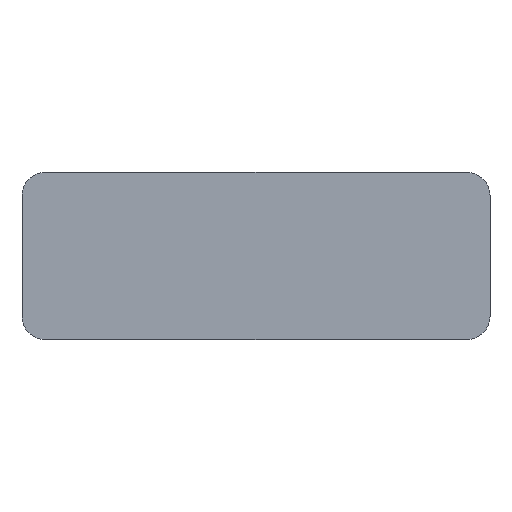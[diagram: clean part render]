
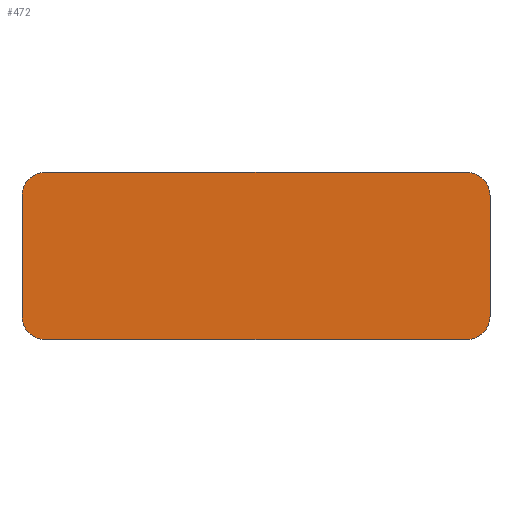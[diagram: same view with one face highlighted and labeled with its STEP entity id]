
A CAD part, top view. The second image highlights one B-rep face of the part: STEP entity #472.
In plain terms, the highlighted planar face has unit normal (0, 0, 1).
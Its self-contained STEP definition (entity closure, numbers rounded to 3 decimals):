
#274=CARTESIAN_POINT('',(7.15,1.85,-1.85));
#275=VERTEX_POINT('',#274);
#282=CARTESIAN_POINT('',(7.15,-1.85,-1.85));
#283=VERTEX_POINT('',#282);
#284=CARTESIAN_POINT('',(7.15,1.85,-1.85));
#285=DIRECTION('',(0.0,-1.0,0.0));
#286=VECTOR('',#285,3.7);
#287=LINE('',#284,#286);
#288=EDGE_CURVE('',#275,#283,#287,.T.);
#307=CARTESIAN_POINT('',(6.45,-2.55,-1.85));
#308=VERTEX_POINT('',#307);
#309=CARTESIAN_POINT('',(6.45,-1.85,-1.85));
#310=DIRECTION('',(0.0,0.0,-1.));
#311=DIRECTION('',(0.707,-0.707,0.0));
#312=AXIS2_PLACEMENT_3D('',#309,#310,#311);
#313=CIRCLE('',#312,0.7);
#314=EDGE_CURVE('',#283,#308,#313,.T.);
#331=CARTESIAN_POINT('',(-6.45,-2.55,-1.85));
#332=VERTEX_POINT('',#331);
#333=CARTESIAN_POINT('',(6.45,-2.55,-1.85));
#334=DIRECTION('',(-1.0,0.0,0.0));
#335=VECTOR('',#334,12.9);
#336=LINE('',#333,#335);
#337=EDGE_CURVE('',#308,#332,#336,.T.);
#356=CARTESIAN_POINT('',(-7.15,-1.85,-1.85));
#357=VERTEX_POINT('',#356);
#358=CARTESIAN_POINT('',(-6.45,-1.85,-1.85));
#359=DIRECTION('',(0.0,0.0,-1.0));
#360=DIRECTION('',(-0.707,-0.707,0.0));
#361=AXIS2_PLACEMENT_3D('',#358,#359,#360);
#362=CIRCLE('',#361,0.7);
#363=EDGE_CURVE('',#332,#357,#362,.T.);
#382=CARTESIAN_POINT('',(-7.15,1.85,-1.85));
#383=VERTEX_POINT('',#382);
#384=CARTESIAN_POINT('',(-7.15,-1.85,-1.85));
#385=DIRECTION('',(0.0,1.0,0.0));
#386=VECTOR('',#385,3.7);
#387=LINE('',#384,#386);
#388=EDGE_CURVE('',#357,#383,#387,.T.);
#409=CARTESIAN_POINT('',(-6.45,2.55,-1.85));
#410=VERTEX_POINT('',#409);
#411=CARTESIAN_POINT('',(-6.45,1.85,-1.85));
#412=DIRECTION('',(0.0,0.0,-1.0));
#413=DIRECTION('',(-0.707,0.707,0.0));
#414=AXIS2_PLACEMENT_3D('',#411,#412,#413);
#415=CIRCLE('',#414,0.7);
#416=EDGE_CURVE('',#383,#410,#415,.T.);
#432=CARTESIAN_POINT('',(6.45,2.55,-1.85));
#433=VERTEX_POINT('',#432);
#442=CARTESIAN_POINT('',(-6.45,2.55,-1.85));
#443=DIRECTION('',(1.0,0.0,0.0));
#444=VECTOR('',#443,12.9);
#445=LINE('',#442,#444);
#446=EDGE_CURVE('',#410,#433,#445,.T.);
#451=CARTESIAN_POINT('',(0.0,0.,-1.85));
#452=DIRECTION('',(0.0,0.0,1.0));
#453=DIRECTION('',(1.0,0.0,0.0));
#454=AXIS2_PLACEMENT_3D('',#451,#452,#453);
#455=PLANE('',#454);
#456=CARTESIAN_POINT('',(6.45,1.85,-1.85));
#457=DIRECTION('',(0.0,0.0,-1.));
#458=DIRECTION('',(0.707,0.707,0.0));
#459=AXIS2_PLACEMENT_3D('',#456,#457,#458);
#460=CIRCLE('',#459,0.7);
#461=EDGE_CURVE('',#433,#275,#460,.T.);
#462=ORIENTED_EDGE('',*,*,#461,.F.);
#463=ORIENTED_EDGE('',*,*,#446,.F.);
#464=ORIENTED_EDGE('',*,*,#416,.F.);
#465=ORIENTED_EDGE('',*,*,#388,.F.);
#466=ORIENTED_EDGE('',*,*,#363,.F.);
#467=ORIENTED_EDGE('',*,*,#337,.F.);
#468=ORIENTED_EDGE('',*,*,#314,.F.);
#469=ORIENTED_EDGE('',*,*,#288,.F.);
#470=EDGE_LOOP('',(#462,#463,#464,#465,#466,#467,#468,#469));
#471=FACE_OUTER_BOUND('',#470,.T.);
#472=ADVANCED_FACE('',(#471),#455,.T.);
